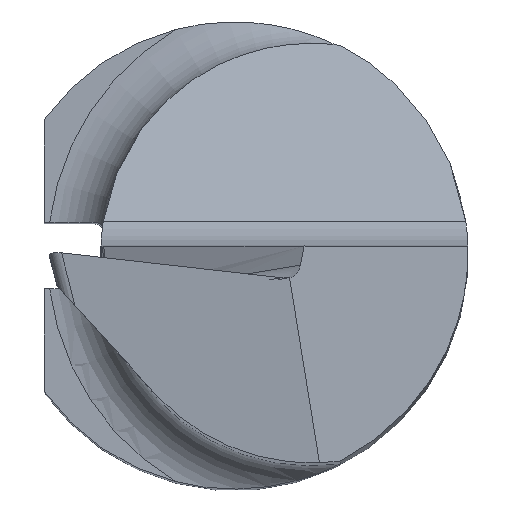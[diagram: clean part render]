
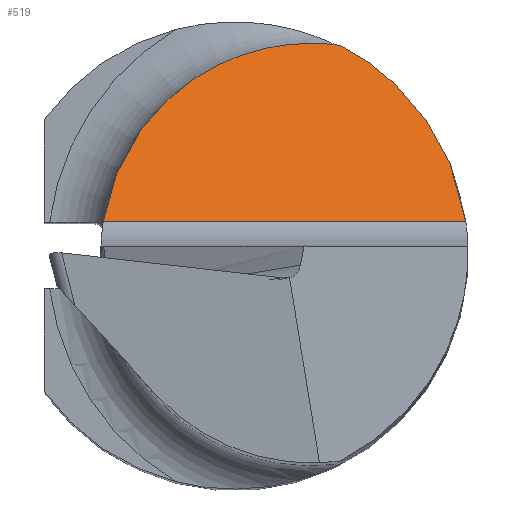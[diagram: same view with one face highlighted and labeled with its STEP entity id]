
A CAD part, top view. The second image highlights one B-rep face of the part: STEP entity #519.
In plain terms, the highlighted planar face has unit normal (0, 0.766, 0.643).
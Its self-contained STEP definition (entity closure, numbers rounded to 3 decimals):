
#28 = DIRECTION ( 'NONE',  ( 0., -0.766, -0.643 ) ) ;
#30 = EDGE_CURVE ( 'NONE', #392, #461, #297, .T. ) ;
#62 = CARTESIAN_POINT ( 'NONE',  ( 1.587, 3.12, 31.399 ) ) ;
#222 = CARTESIAN_POINT ( 'NONE',  ( 3.468, 0.474, 34.552 ) ) ;
#246 = EDGE_CURVE ( 'NONE', #877, #461, #385, .T. ) ;
#291 = AXIS2_PLACEMENT_3D ( 'NONE', #790, #28, #1079 ) ;
#297 =( BOUNDED_CURVE ( )  B_SPLINE_CURVE ( 3, ( #812, #1188, #732, #1198 ),
 .UNSPECIFIED., .F., .F. ) 
 B_SPLINE_CURVE_WITH_KNOTS ( ( 4, 4 ),
 ( 4.848, 5.813 ),
 .UNSPECIFIED. ) 
 CURVE ( )  GEOMETRIC_REPRESENTATION_ITEM ( )  RATIONAL_B_SPLINE_CURVE ( ( 1., 0.924, 0.924, 1. ) ) 
 REPRESENTATION_ITEM ( '' )  );
#385 =( BOUNDED_CURVE ( )  B_SPLINE_CURVE ( 3, ( #525, #925, #441, #753 ),
 .UNSPECIFIED., .F., .F. ) 
 B_SPLINE_CURVE_WITH_KNOTS ( ( 4, 4 ),
 ( 4.864, 6.422 ),
 .UNSPECIFIED. ) 
 CURVE ( )  GEOMETRIC_REPRESENTATION_ITEM ( )  RATIONAL_B_SPLINE_CURVE ( ( 1., 0.808, 0.808, 1. ) ) 
 REPRESENTATION_ITEM ( '' )  );
#392 = VERTEX_POINT ( 'NONE', #222 ) ;
#405 = EDGE_CURVE ( 'NONE', #392, #877, #1180, .T. ) ;
#409 = FACE_OUTER_BOUND ( 'NONE', #924, .T. ) ;
#423 = ORIENTED_EDGE ( 'NONE', *, *, #405, .F. ) ;
#441 = CARTESIAN_POINT ( 'NONE',  ( -0.223, 3.373, 31.097 ) ) ;
#442 = ORIENTED_EDGE ( 'NONE', *, *, #30, .T. ) ;
#460 = VECTOR ( 'NONE', #520, 1000. ) ;
#461 = VERTEX_POINT ( 'NONE', #62 ) ;
#519 = ADVANCED_FACE ( 'NONE', ( #409 ), #1072, .F. ) ;
#520 = DIRECTION ( 'NONE',  ( -1., 0., 0. ) ) ;
#525 = CARTESIAN_POINT ( 'NONE',  ( -1.964, 0.474, 34.552 ) ) ;
#617 = CARTESIAN_POINT ( 'NONE',  ( 3.5, 0.474, 34.552 ) ) ;
#732 = CARTESIAN_POINT ( 'NONE',  ( 2.631, 2.589, 32.032 ) ) ;
#753 = CARTESIAN_POINT ( 'NONE',  ( 1.587, 3.12, 31.399 ) ) ;
#790 = CARTESIAN_POINT ( 'NONE',  ( 3.5, 0.474, 34.552 ) ) ;
#812 = CARTESIAN_POINT ( 'NONE',  ( 3.468, 0.474, 34.552 ) ) ;
#877 = VERTEX_POINT ( 'NONE', #882 ) ;
#882 = CARTESIAN_POINT ( 'NONE',  ( -1.964, 0.474, 34.552 ) ) ;
#924 = EDGE_LOOP ( 'NONE', ( #423, #442, #947 ) ) ;
#925 = CARTESIAN_POINT ( 'NONE',  ( -1.689, 2.281, 32.398 ) ) ;
#947 = ORIENTED_EDGE ( 'NONE', *, *, #246, .F. ) ;
#1072 = PLANE ( 'NONE',  #291 ) ;
#1079 = DIRECTION ( 'NONE',  ( 0., 0.643, -0.766 ) ) ;
#1180 = LINE ( 'NONE', #617, #460 ) ;
#1188 = CARTESIAN_POINT ( 'NONE',  ( 3.309, 1.634, 33.169 ) ) ;
#1198 = CARTESIAN_POINT ( 'NONE',  ( 1.587, 3.12, 31.399 ) ) ;
